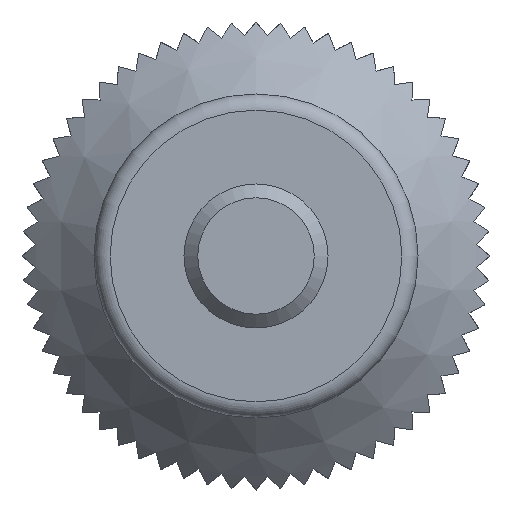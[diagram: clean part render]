
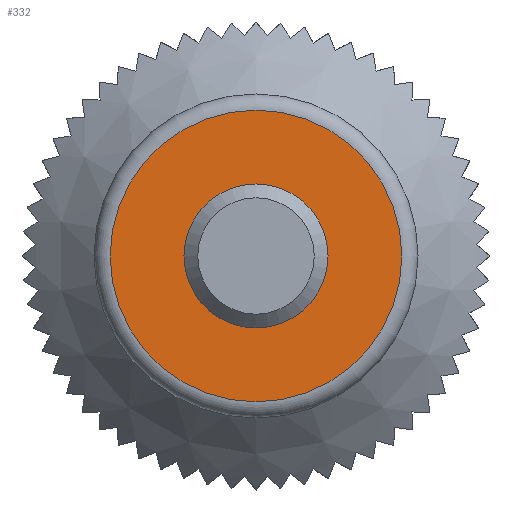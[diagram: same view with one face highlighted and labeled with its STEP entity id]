
A CAD part, front view. The second image highlights one B-rep face of the part: STEP entity #332.
In plain terms, the highlighted planar face has unit normal (0, -1, 0).
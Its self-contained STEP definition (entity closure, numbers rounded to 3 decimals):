
#332 = ADVANCED_FACE( '', ( #808, #809 ), #810, .F. );
#808 = FACE_BOUND( '', #1429, .T. );
#809 = FACE_OUTER_BOUND( '', #1430, .T. );
#810 = PLANE( '', #1431 );
#1429 = EDGE_LOOP( '', ( #2482 ) );
#1430 = EDGE_LOOP( '', ( #2483 ) );
#1431 = AXIS2_PLACEMENT_3D( '', #2484, #2485, #2486 );
#2482 = ORIENTED_EDGE( '', *, *, #4237, .F. );
#2483 = ORIENTED_EDGE( '', *, *, #4238, .T. );
#2484 = CARTESIAN_POINT( '', ( 8.1, 0., 0. ) );
#2485 = DIRECTION( '', ( 0., 1., 0. ) );
#2486 = DIRECTION( '', ( 0., 0., 1. ) );
#4237 = EDGE_CURVE( '', #5300, #5300, #5301, .F. );
#4238 = EDGE_CURVE( '', #5302, #5302, #5303, .T. );
#5300 = VERTEX_POINT( '', #7679 );
#5301 = CIRCLE( '', #7680, 4. );
#5302 = VERTEX_POINT( '', #7681 );
#5303 = CIRCLE( '', #7682, 8.1 );
#7679 = CARTESIAN_POINT( '', ( 0., 0., 4. ) );
#7680 = AXIS2_PLACEMENT_3D( '', #8952, #8953, #8954 );
#7681 = CARTESIAN_POINT( '', ( 0., 0., -8.1 ) );
#7682 = AXIS2_PLACEMENT_3D( '', #8955, #8956, #8957 );
#8952 = CARTESIAN_POINT( '', ( 0., 0., 0. ) );
#8953 = DIRECTION( '', ( 0., 1., 0. ) );
#8954 = DIRECTION( '', ( 0., 0., 1. ) );
#8955 = CARTESIAN_POINT( '', ( 0., 0., 0. ) );
#8956 = DIRECTION( '', ( 0., -1., 0. ) );
#8957 = DIRECTION( '', ( 0., 0., -1. ) );
